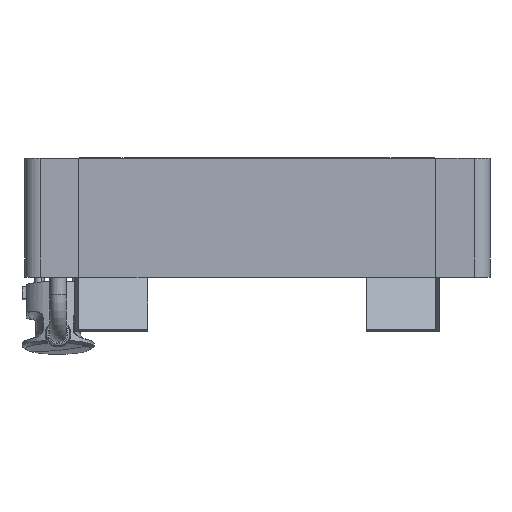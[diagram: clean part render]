
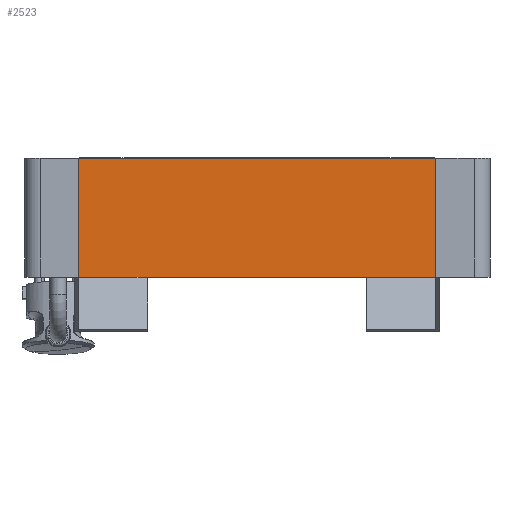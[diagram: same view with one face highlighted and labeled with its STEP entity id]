
A CAD part, front view. The second image highlights one B-rep face of the part: STEP entity #2523.
In plain terms, the highlighted planar face has unit normal (0, -1, 0).
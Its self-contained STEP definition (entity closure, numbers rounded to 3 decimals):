
#2496=AXIS2_PLACEMENT_3D('Plane Axis2P3D',#2493,#2494,#2495) ;
#2471=CARTESIAN_POINT('Vertex',(180.8,-28.,-52.)) ;
#2474=CARTESIAN_POINT('Line Origine',(90.4,-28.,-52.)) ;
#2478=CARTESIAN_POINT('Vertex',(0.,-28.,-52.)) ;
#2493=CARTESIAN_POINT('Axis2P3D Location',(0.,-28.,8.)) ;
#2498=CARTESIAN_POINT('Line Origine',(180.8,-28.,-22.)) ;
#2502=CARTESIAN_POINT('Vertex',(180.8,-28.,8.)) ;
#2505=CARTESIAN_POINT('Line Origine',(90.4,-28.,8.)) ;
#2509=CARTESIAN_POINT('Vertex',(0.,-28.,8.)) ;
#2512=CARTESIAN_POINT('Line Origine',(0.,-28.,-22.)) ;
#2475=DIRECTION('Vector Direction',(1.,0.,0.)) ;
#2494=DIRECTION('Axis2P3D Direction',(0.,-1.,0.)) ;
#2495=DIRECTION('Axis2P3D XDirection',(0.,0.,-1.)) ;
#2499=DIRECTION('Vector Direction',(0.,0.,-1.)) ;
#2506=DIRECTION('Vector Direction',(1.,0.,0.)) ;
#2513=DIRECTION('Vector Direction',(0.,0.,-1.)) ;
#2476=VECTOR('Line Direction',#2475,1.) ;
#2500=VECTOR('Line Direction',#2499,1.) ;
#2507=VECTOR('Line Direction',#2506,1.) ;
#2514=VECTOR('Line Direction',#2513,1.) ;
#2518=ORIENTED_EDGE('',*,*,#2504,.T.) ;
#2519=ORIENTED_EDGE('',*,*,#2511,.F.) ;
#2520=ORIENTED_EDGE('',*,*,#2516,.F.) ;
#2521=ORIENTED_EDGE('',*,*,#2480,.T.) ;
#2523=ADVANCED_FACE('LG-655117.1\\D012715',(#2522),#2497,.T.) ;
#2480=EDGE_CURVE('',#2479,#2472,#2477,.T.) ;
#2504=EDGE_CURVE('',#2472,#2503,#2501,.F.) ;
#2511=EDGE_CURVE('',#2510,#2503,#2508,.T.) ;
#2516=EDGE_CURVE('',#2479,#2510,#2515,.F.) ;
#2517=EDGE_LOOP('',(#2518,#2519,#2520,#2521)) ;
#2522=FACE_OUTER_BOUND('',#2517,.T.) ;
#2477=LINE('Line',#2474,#2476) ;
#2501=LINE('Line',#2498,#2500) ;
#2508=LINE('Line',#2505,#2507) ;
#2515=LINE('Line',#2512,#2514) ;
#2497=PLANE('',#2496) ;
#2472=VERTEX_POINT('',#2471) ;
#2479=VERTEX_POINT('',#2478) ;
#2503=VERTEX_POINT('',#2502) ;
#2510=VERTEX_POINT('',#2509) ;
